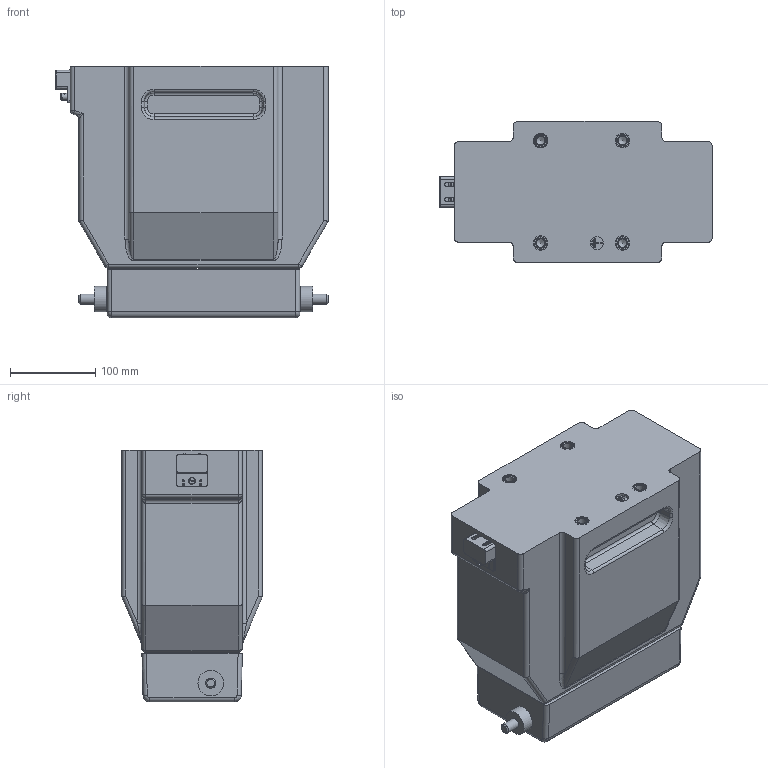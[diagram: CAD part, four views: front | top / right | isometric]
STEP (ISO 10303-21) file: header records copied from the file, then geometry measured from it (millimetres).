
FILE_DESCRIPTION(('STEP AP242'), '1');
FILE_NAME('ﾍﾎﾋ(ﾏ)-ﾝﾊ ﾌ1', '', ('UNSPECIFIED'), ('UNSPECIFIED'), 'ASCON STEP Converter 1.6', 'ASCON Math Kernel', '');
FILE_SCHEMA(('AP242_MANAGED_MODEL_BASED_3D_ENGINEERING_MIM_LF { 1 0 10303 442 1 1 4 }'));
Length unit declared in the file: millimetre
Products named in the file (8): 堍.8.211.001
Assembly tree (11 placements, depth 3):
  (unnamed)
    (unnamed)
      (unnamed)
      (unnamed)  x2
      堍.8.211.001  x4
      (unnamed)
      (unnamed)
    (unnamed)
Bounding box: 319 x 165 x 295 mm (x, y, z)
Volume: 11005300.5 mm3; surface area: 413007.6 mm2
Topology: 14 solids, 14 shells, 496 faces, 1142 edges, 700 vertices
Faces by surface type: plane 169, cylinder 166, torus 96, cone 27, extrusion 24, bspline 10, sphere 4
Full cylindrical faces by diameter (mm): 2 x4, 2.5 x1, 5 x1, 5.2 x1, 5.5 x1, 6 x2, 6.2 x2, 8 x1, 10 x2, 10.106 x4, 12 x4, 12.5 x2, 15 x1, 17 x18, 18 x2, 24 x2, 30 x2, 34 x2
Entity records: 22232 total; most frequent: CARTESIAN_POINT 8266, DIRECTION 2130, ORIENTED_EDGE 1876, EDGE_CURVE 938, AXIS2_PLACEMENT_3D 841, VERTEX_POINT 628, EDGE_LOOP 578, FACE_BOUND 477
